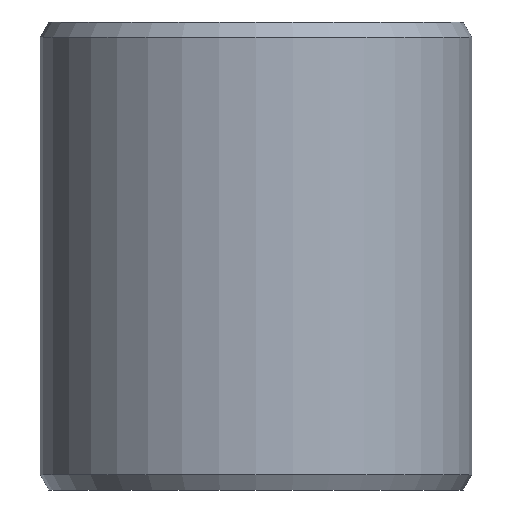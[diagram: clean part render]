
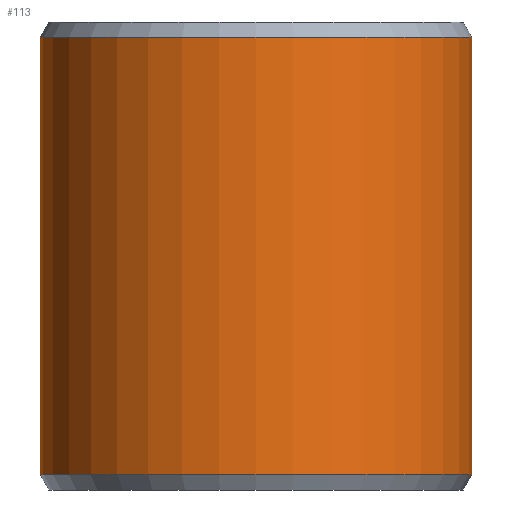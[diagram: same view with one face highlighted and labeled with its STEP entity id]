
A CAD part, front view. The second image highlights one B-rep face of the part: STEP entity #113.
In plain terms, the highlighted cylindrical face has radius 28.6 mm (diameter 57.2 mm), a partial arc.
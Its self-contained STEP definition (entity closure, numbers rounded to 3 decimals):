
#4 = EDGE_CURVE ( 'NONE', #203, #236, #240, .T. ) ;
#9 = DIRECTION ( 'NONE',  ( -1., 0., 0. ) ) ;
#10 = CARTESIAN_POINT ( 'NONE',  ( -28.6, 0., 29. ) ) ;
#12 = DIRECTION ( 'NONE',  ( 0., 0., 1. ) ) ;
#30 = CARTESIAN_POINT ( 'NONE',  ( -28.6, 0., 0. ) ) ;
#33 = ORIENTED_EDGE ( 'NONE', *, *, #93, .F. ) ;
#35 = CARTESIAN_POINT ( 'NONE',  ( 0., 0., 0. ) ) ;
#36 = DIRECTION ( 'NONE',  ( 0., 0., 1. ) ) ;
#44 = EDGE_CURVE ( 'NONE', #72, #164, #195, .T. ) ;
#45 = DIRECTION ( 'NONE',  ( 0., 0., 1. ) ) ;
#59 = CARTESIAN_POINT ( 'NONE',  ( 28.6, 0., 29. ) ) ;
#61 = CYLINDRICAL_SURFACE ( 'NONE', #215, 28.6 ) ;
#72 = VERTEX_POINT ( 'NONE', #78 ) ;
#78 = CARTESIAN_POINT ( 'NONE',  ( 28.6, 0., -29. ) ) ;
#81 = LINE ( 'NONE', #30, #234 ) ;
#84 = CARTESIAN_POINT ( 'NONE',  ( 0., 0., 29. ) ) ;
#93 = EDGE_CURVE ( 'NONE', #164, #203, #81, .T. ) ;
#108 = DIRECTION ( 'NONE',  ( -1., 0., 0. ) ) ;
#113 = ADVANCED_FACE ( 'NONE', ( #142 ), #61, .T. ) ;
#119 = EDGE_LOOP ( 'NONE', ( #155, #220, #242, #33 ) ) ;
#125 = AXIS2_PLACEMENT_3D ( 'NONE', #84, #12, #108 ) ;
#142 = FACE_OUTER_BOUND ( 'NONE', #119, .T. ) ;
#150 = CARTESIAN_POINT ( 'NONE',  ( 28.6, 0., 0. ) ) ;
#155 = ORIENTED_EDGE ( 'NONE', *, *, #44, .F. ) ;
#164 = VERTEX_POINT ( 'NONE', #272 ) ;
#176 = LINE ( 'NONE', #150, #266 ) ;
#185 = CARTESIAN_POINT ( 'NONE',  ( 0., 0., -29. ) ) ;
#195 = CIRCLE ( 'NONE', #228, 28.6 ) ;
#203 = VERTEX_POINT ( 'NONE', #10 ) ;
#205 = DIRECTION ( 'NONE',  ( 0., 0., -1. ) ) ;
#208 = DIRECTION ( 'NONE',  ( 0., 0., 1. ) ) ;
#215 = AXIS2_PLACEMENT_3D ( 'NONE', #35, #208, #9 ) ;
#220 = ORIENTED_EDGE ( 'NONE', *, *, #259, .T. ) ;
#228 = AXIS2_PLACEMENT_3D ( 'NONE', #185, #205, #248 ) ;
#234 = VECTOR ( 'NONE', #36, 1000. ) ;
#236 = VERTEX_POINT ( 'NONE', #59 ) ;
#240 = CIRCLE ( 'NONE', #125, 28.6 ) ;
#242 = ORIENTED_EDGE ( 'NONE', *, *, #4, .F. ) ;
#248 = DIRECTION ( 'NONE',  ( -1., 0., 0. ) ) ;
#259 = EDGE_CURVE ( 'NONE', #72, #236, #176, .T. ) ;
#266 = VECTOR ( 'NONE', #45, 1000. ) ;
#272 = CARTESIAN_POINT ( 'NONE',  ( -28.6, 0., -29. ) ) ;
